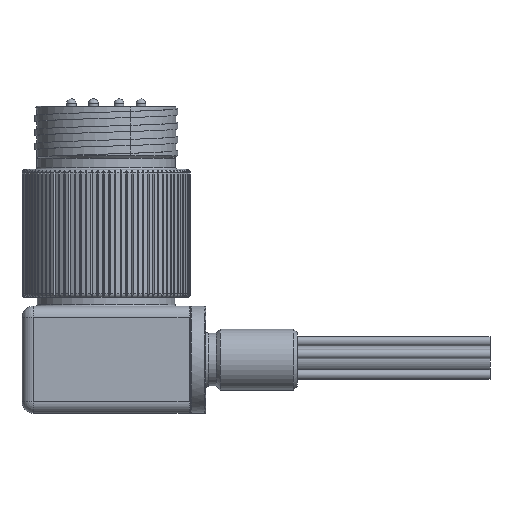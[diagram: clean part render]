
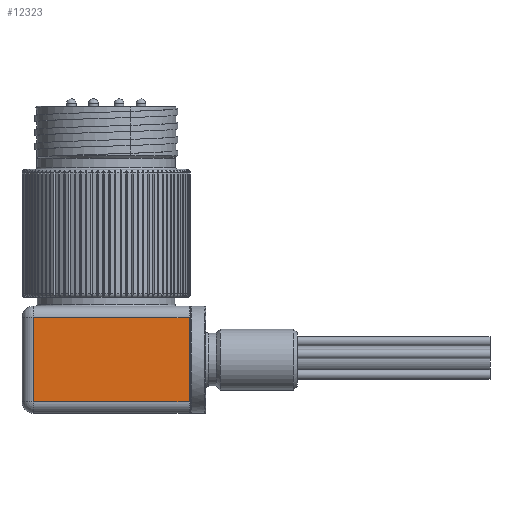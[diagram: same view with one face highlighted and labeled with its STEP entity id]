
A CAD part, left-side view. The second image highlights one B-rep face of the part: STEP entity #12323.
In plain terms, the highlighted planar face has unit normal (-1, 0, 0).
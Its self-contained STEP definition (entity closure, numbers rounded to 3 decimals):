
#437=PLANE('',#13295);
#1590=FACE_OUTER_BOUND('',#2297,.T.);
#2297=EDGE_LOOP('',(#9525,#9526,#9527,#9528));
#3428=LINE('',#22126,#4166);
#3437=LINE('',#22769,#4175);
#3444=LINE('',#22794,#4182);
#3447=LINE('',#22798,#4185);
#4166=VECTOR('',#15168,1000.);
#4175=VECTOR('',#15203,1000.);
#4182=VECTOR('',#15234,1000.);
#4185=VECTOR('',#15239,1000.);
#5241=VERTEX_POINT('',#22105);
#5244=VERTEX_POINT('',#22112);
#5254=VERTEX_POINT('',#22760);
#5261=VERTEX_POINT('',#22787);
#6728=EDGE_CURVE('',#5244,#5241,#3428,.T.);
#6754=EDGE_CURVE('',#5254,#5244,#3437,.T.);
#6767=EDGE_CURVE('',#5241,#5261,#3444,.T.);
#6770=EDGE_CURVE('',#5261,#5254,#3447,.T.);
#9525=ORIENTED_EDGE('',*,*,#6754,.T.);
#9526=ORIENTED_EDGE('',*,*,#6728,.T.);
#9527=ORIENTED_EDGE('',*,*,#6767,.T.);
#9528=ORIENTED_EDGE('',*,*,#6770,.T.);
#12323=ADVANCED_FACE('',(#1590),#437,.T.);
#13295=AXIS2_PLACEMENT_3D('',#22809,#15254,#15255);
#15168=DIRECTION('',(0.,0.,1.));
#15203=DIRECTION('',(0.,-1.,0.));
#15234=DIRECTION('',(0.,1.,0.));
#15239=DIRECTION('',(0.,0.,-1.));
#15254=DIRECTION('center_axis',(-1.,0.,0.));
#15255=DIRECTION('ref_axis',(0.,0.,1.));
#22105=CARTESIAN_POINT('',(-17.463,-17.209,19.837));
#22112=CARTESIAN_POINT('',(-17.463,-17.209,2.388));
#22126=CARTESIAN_POINT('',(-17.463,-17.209,38.1));
#22760=CARTESIAN_POINT('',(-17.463,15.081,2.388));
#22769=CARTESIAN_POINT('',(-17.463,-17.463,2.388));
#22787=CARTESIAN_POINT('',(-17.463,15.081,19.837));
#22794=CARTESIAN_POINT('',(-17.463,15.081,19.837));
#22798=CARTESIAN_POINT('',(-17.463,15.081,38.1));
#22809=CARTESIAN_POINT('Origin',(-17.463,0.,38.1));
